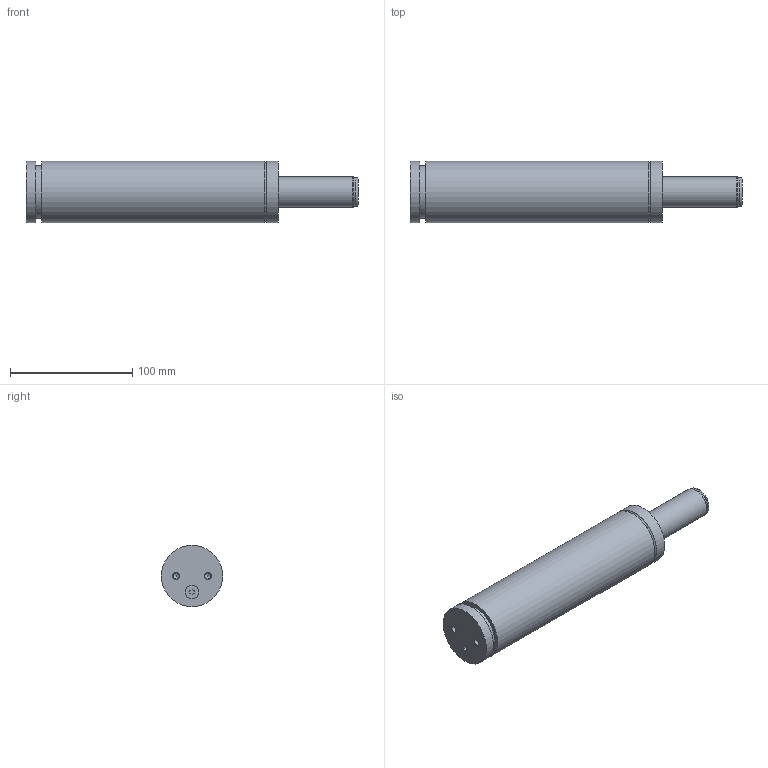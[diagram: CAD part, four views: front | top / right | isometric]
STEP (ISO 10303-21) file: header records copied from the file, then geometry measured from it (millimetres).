
FILE_DESCRIPTION(/* description */ ('STEP AP203'),/* implementation_level */ '2;1');
FILE_NAME(/* name */ 'o01800065a.stp',/* time_stamp */ '2019-04-19T11:15:42+03:00',/* author */ ('Doğan'),/* organization */ (''),/* preprocessor_version */ 'ST-DEVELOPER v18',/* originating_system */ 'Autodesk Inventor 2020',/* authorisation */ '');
FILE_SCHEMA (('AUTOMOTIVE_DESIGN { 1 0 10303 214 3 1 1 }'));
Length unit declared in the file: millimetre
Products named in the file (1): o01800050a
Bounding box: 271.2 x 50 x 50 mm (x, y, z)
Volume: 433189.6 mm3; surface area: 42929.4 mm2
Topology: 1 solids, 3 shells, 43 faces, 108 edges, 76 vertices
Faces by surface type: plane 21, cylinder 13, torus 5, cone 4
Full cylindrical faces by diameter (mm): 5 x2, 10 x1, 11 x2, 24 x1, 25 x1, 43 x1, 50 x3
Entity records: 1427 total; most frequent: CARTESIAN_POINT 297, DIRECTION 245, ORIENTED_EDGE 212, EDGE_CURVE 106, AXIS2_PLACEMENT_3D 99, VERTEX_POINT 76, EDGE_LOOP 52, CIRCLE 51
